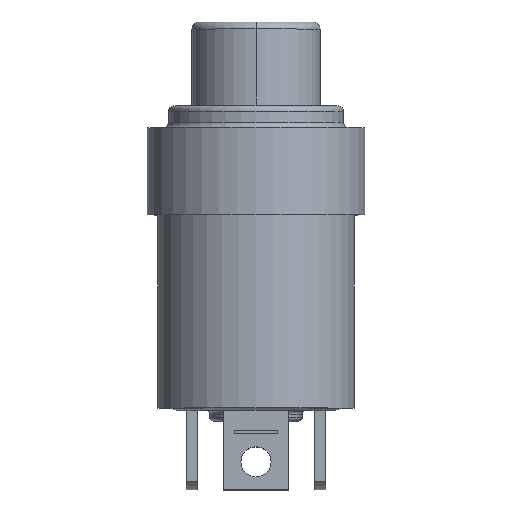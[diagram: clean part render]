
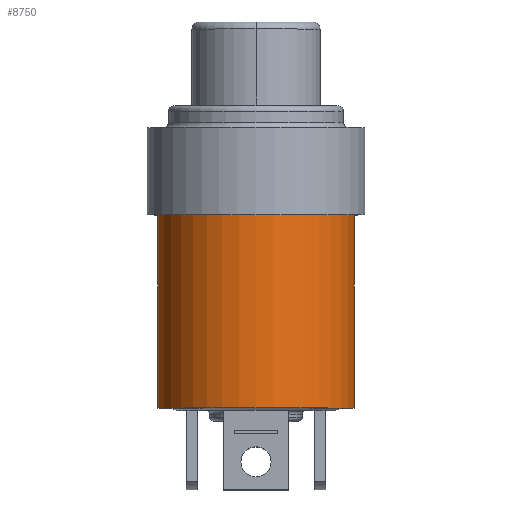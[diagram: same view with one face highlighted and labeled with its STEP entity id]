
A CAD part, top view. The second image highlights one B-rep face of the part: STEP entity #8750.
In plain terms, the highlighted cylindrical face has radius 7.15 mm (diameter 14.3 mm), a partial arc.
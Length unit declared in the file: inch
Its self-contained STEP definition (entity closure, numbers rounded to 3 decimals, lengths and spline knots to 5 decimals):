
#1863=DIRECTION('',(0.,1.,0.));
#1864=VECTOR('',#1863,0.553);
#1865=CARTESIAN_POINT('',(0.2815,0.007,0.));
#1866=LINE('',#1865,#1864);
#1867=DIRECTION('',(0.,1.,0.));
#1868=VECTOR('',#1867,0.553);
#1869=CARTESIAN_POINT('',(-0.2815,0.007,0.));
#1870=LINE('',#1869,#1868);
#1876=CARTESIAN_POINT('',(0.,0.007,0.));
#1877=DIRECTION('',(0.,-1.,0.));
#1878=DIRECTION('',(1.,0.,0.));
#1879=AXIS2_PLACEMENT_3D('',#1876,#1877,#1878);
#1881=CARTESIAN_POINT('',(0.,0.56,0.));
#1882=DIRECTION('',(0.,-1.,0.));
#1883=DIRECTION('',(1.,0.,0.));
#1884=AXIS2_PLACEMENT_3D('',#1881,#1882,#1883);
#5974=CARTESIAN_POINT('',(0.2815,0.007,0.));
#5975=CARTESIAN_POINT('',(0.2815,0.56,0.));
#5976=VERTEX_POINT('',#5974);
#5977=VERTEX_POINT('',#5975);
#5978=CARTESIAN_POINT('',(-0.2815,0.007,0.));
#5979=CARTESIAN_POINT('',(-0.2815,0.56,0.));
#5980=VERTEX_POINT('',#5978);
#5981=VERTEX_POINT('',#5979);
#8738=CARTESIAN_POINT('',(0.,0.91525,0.));
#8739=DIRECTION('',(0.,-1.,0.));
#8740=DIRECTION('',(-1.,0.,0.));
#8741=AXIS2_PLACEMENT_3D('',#8738,#8739,#8740);
#8742=CYLINDRICAL_SURFACE('',#8741,0.2815);
#8743=ORIENTED_EDGE('',*,*,#8721,.F.);
#8744=ORIENTED_EDGE('',*,*,#6964,.T.);
#8745=ORIENTED_EDGE('',*,*,#8725,.T.);
#8747=ORIENTED_EDGE('',*,*,#8746,.F.);
#8748=EDGE_LOOP('',(#8743,#8744,#8745,#8747));
#8749=FACE_OUTER_BOUND('',#8748,.F.);
#1880=CIRCLE('',#1879,0.2815);
#1885=CIRCLE('',#1884,0.2815);
#6964=EDGE_CURVE('',#5976,#5980,#1880,.T.);
#8721=EDGE_CURVE('',#5976,#5977,#1866,.T.);
#8725=EDGE_CURVE('',#5980,#5981,#1870,.T.);
#8746=EDGE_CURVE('',#5977,#5981,#1885,.T.);
#8750=ADVANCED_FACE('',(#8749),#8742,.T.);
